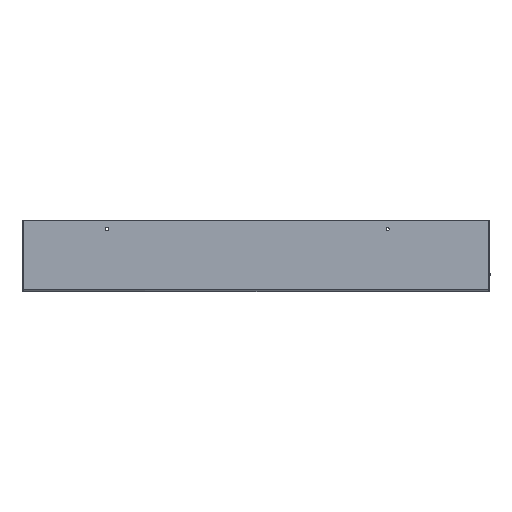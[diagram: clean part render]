
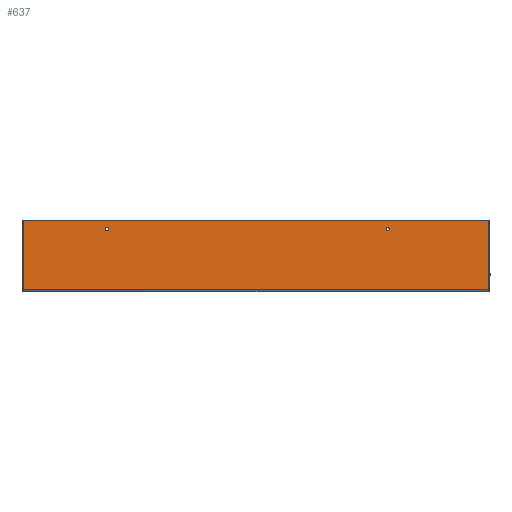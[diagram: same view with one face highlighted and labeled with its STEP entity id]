
A CAD part, top view. The second image highlights one B-rep face of the part: STEP entity #637.
In plain terms, the highlighted planar face has unit normal (0, 0, 1).
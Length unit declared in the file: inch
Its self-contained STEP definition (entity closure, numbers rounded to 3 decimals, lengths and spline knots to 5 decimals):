
#113 = VECTOR ( 'NONE', #4794, 39.37008 ) ;
#126 = FACE_BOUND ( 'NONE', #5674, .T. ) ;
#144 = EDGE_CURVE ( 'NONE', #1820, #842, #753, .T. ) ;
#172 = ORIENTED_EDGE ( 'NONE', *, *, #9672, .F. ) ;
#291 = ORIENTED_EDGE ( 'NONE', *, *, #1024, .T. ) ;
#637 = ADVANCED_FACE ( 'NONE', ( #5317, #126, #12496 ), #11267, .F. ) ;
#753 = CIRCLE ( 'NONE', #12240, 0.09375 ) ;
#842 = VERTEX_POINT ( 'NONE', #9749 ) ;
#1024 = EDGE_CURVE ( 'NONE', #6462, #12626, #8214, .T. ) ;
#1224 = CARTESIAN_POINT ( 'NONE',  ( 4.90625, 3.53, 0. ) ) ;
#1264 = ORIENTED_EDGE ( 'NONE', *, *, #8756, .F. ) ;
#1321 = CIRCLE ( 'NONE', #2145, 0.09375 ) ;
#1334 = LINE ( 'NONE', #4754, #113 ) ;
#1584 = AXIS2_PLACEMENT_3D ( 'NONE', #2577, #9330, #3507 ) ;
#1820 = VERTEX_POINT ( 'NONE', #10841 ) ;
#2133 = EDGE_LOOP ( 'NONE', ( #291, #7611, #1264, #7263 ) ) ;
#2145 = AXIS2_PLACEMENT_3D ( 'NONE', #9095, #12122, #3342 ) ;
#2374 = AXIS2_PLACEMENT_3D ( 'NONE', #1224, #3189, #10967 ) ;
#2462 = EDGE_LOOP ( 'NONE', ( #172, #12097 ) ) ;
#2577 = CARTESIAN_POINT ( 'NONE',  ( 21.09375, 3.53, 0. ) ) ;
#2789 = CARTESIAN_POINT ( 'NONE',  ( 162., 4.03, 0. ) ) ;
#2886 = DIRECTION ( 'NONE',  ( 0., 0., 1. ) ) ;
#2952 = VECTOR ( 'NONE', #10034, 39.37008 ) ;
#3023 = DIRECTION ( 'NONE',  ( 0., -1., 0. ) ) ;
#3189 = DIRECTION ( 'NONE',  ( 0., 0., 1. ) ) ;
#3342 = DIRECTION ( 'NONE',  ( 1., 0., 0. ) ) ;
#3461 = EDGE_CURVE ( 'NONE', #842, #1820, #11949, .T. ) ;
#3507 = DIRECTION ( 'NONE',  ( 1., 0., 0. ) ) ;
#3623 = CARTESIAN_POINT ( 'NONE',  ( 0.074, 4.03, 0. ) ) ;
#4266 = VECTOR ( 'NONE', #3023, 39.37008 ) ;
#4754 = CARTESIAN_POINT ( 'NONE',  ( 162., 0.04, 0. ) ) ;
#4794 = DIRECTION ( 'NONE',  ( -1., 0., 0. ) ) ;
#4799 = CARTESIAN_POINT ( 'NONE',  ( 26.926, 0.04, 0. ) ) ;
#4890 = CARTESIAN_POINT ( 'NONE',  ( 26.926, 4.03, 0. ) ) ;
#5181 = VERTEX_POINT ( 'NONE', #4799 ) ;
#5317 = FACE_BOUND ( 'NONE', #2462, .T. ) ;
#5330 = ORIENTED_EDGE ( 'NONE', *, *, #3461, .F. ) ;
#5455 = DIRECTION ( 'NONE',  ( 0., 0., -1. ) ) ;
#5509 = CARTESIAN_POINT ( 'NONE',  ( 4.8125, 3.53, 0. ) ) ;
#5536 = LINE ( 'NONE', #7209, #2952 ) ;
#5540 = EDGE_CURVE ( 'NONE', #6462, #5181, #5536, .T. ) ;
#5597 = DIRECTION ( 'NONE',  ( -1., 0., 0. ) ) ;
#5674 = EDGE_LOOP ( 'NONE', ( #10562, #5330 ) ) ;
#6224 = AXIS2_PLACEMENT_3D ( 'NONE', #10300, #5455, #9459 ) ;
#6462 = VERTEX_POINT ( 'NONE', #4890 ) ;
#6557 = LINE ( 'NONE', #8068, #4266 ) ;
#6605 = CARTESIAN_POINT ( 'NONE',  ( 5., 3.53, 0. ) ) ;
#7075 = EDGE_CURVE ( 'NONE', #10747, #8150, #9625, .T. ) ;
#7209 = CARTESIAN_POINT ( 'NONE',  ( 26.926, 4.03, 0. ) ) ;
#7263 = ORIENTED_EDGE ( 'NONE', *, *, #5540, .F. ) ;
#7423 = CARTESIAN_POINT ( 'NONE',  ( 0.074, 0.04, 0. ) ) ;
#7543 = DIRECTION ( 'NONE',  ( 1., 0., 0. ) ) ;
#7611 = ORIENTED_EDGE ( 'NONE', *, *, #8087, .T. ) ;
#8068 = CARTESIAN_POINT ( 'NONE',  ( 0.074, 4.03, 0. ) ) ;
#8087 = EDGE_CURVE ( 'NONE', #12626, #9186, #6557, .T. ) ;
#8150 = VERTEX_POINT ( 'NONE', #6605 ) ;
#8214 = LINE ( 'NONE', #2789, #11861 ) ;
#8756 = EDGE_CURVE ( 'NONE', #5181, #9186, #1334, .T. ) ;
#9095 = CARTESIAN_POINT ( 'NONE',  ( 4.90625, 3.53, 0. ) ) ;
#9186 = VERTEX_POINT ( 'NONE', #7423 ) ;
#9330 = DIRECTION ( 'NONE',  ( 0., 0., 1. ) ) ;
#9459 = DIRECTION ( 'NONE',  ( -1., 0., 0. ) ) ;
#9625 = CIRCLE ( 'NONE', #2374, 0.09375 ) ;
#9672 = EDGE_CURVE ( 'NONE', #8150, #10747, #1321, .T. ) ;
#9749 = CARTESIAN_POINT ( 'NONE',  ( 21., 3.53, 0. ) ) ;
#10034 = DIRECTION ( 'NONE',  ( 0., -1., 0. ) ) ;
#10300 = CARTESIAN_POINT ( 'NONE',  ( 162., 4.03, 0. ) ) ;
#10562 = ORIENTED_EDGE ( 'NONE', *, *, #144, .F. ) ;
#10747 = VERTEX_POINT ( 'NONE', #5509 ) ;
#10841 = CARTESIAN_POINT ( 'NONE',  ( 21.1875, 3.53, 0. ) ) ;
#10967 = DIRECTION ( 'NONE',  ( 1., 0., 0. ) ) ;
#11267 = PLANE ( 'NONE',  #6224 ) ;
#11861 = VECTOR ( 'NONE', #5597, 39.37008 ) ;
#11949 = CIRCLE ( 'NONE', #1584, 0.09375 ) ;
#12097 = ORIENTED_EDGE ( 'NONE', *, *, #7075, .F. ) ;
#12122 = DIRECTION ( 'NONE',  ( 0., 0., 1. ) ) ;
#12240 = AXIS2_PLACEMENT_3D ( 'NONE', #12381, #2886, #7543 ) ;
#12381 = CARTESIAN_POINT ( 'NONE',  ( 21.09375, 3.53, 0. ) ) ;
#12496 = FACE_OUTER_BOUND ( 'NONE', #2133, .T. ) ;
#12626 = VERTEX_POINT ( 'NONE', #3623 ) ;
